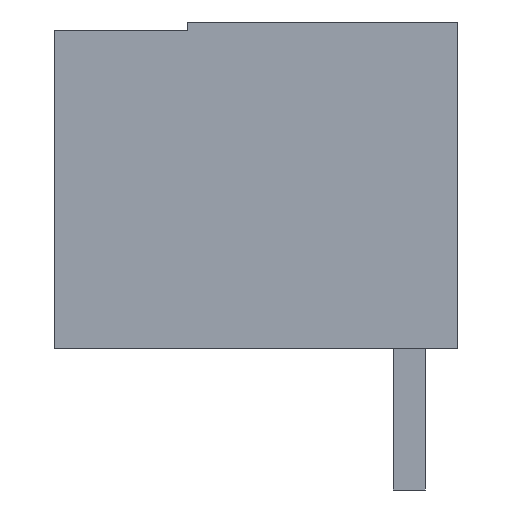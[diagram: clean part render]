
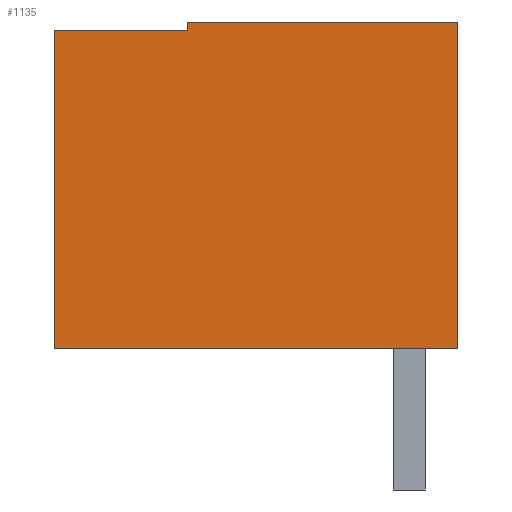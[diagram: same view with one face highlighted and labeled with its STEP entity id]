
A CAD part, left-side view. The second image highlights one B-rep face of the part: STEP entity #1135.
In plain terms, the highlighted planar face has unit normal (-1, 0, 0).
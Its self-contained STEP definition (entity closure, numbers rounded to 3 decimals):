
#138 = VERTEX_POINT ( 'NONE', #3956 ) ;
#420 = DIRECTION ( 'NONE',  ( 0., 1., 0. ) ) ;
#442 = CARTESIAN_POINT ( 'NONE',  ( -14.87, 8.8, 7.9 ) ) ;
#962 = CARTESIAN_POINT ( 'NONE',  ( -14.87, 5.5, 8.1 ) ) ;
#1036 = EDGE_LOOP ( 'NONE', ( #3073, #8385, #5899, #1473, #1840, #1957 ) ) ;
#1106 = DIRECTION ( 'NONE',  ( 0., 0., 1. ) ) ;
#1135 = ADVANCED_FACE ( 'NONE', ( #4599 ), #6108, .T. ) ;
#1397 = VERTEX_POINT ( 'NONE', #962 ) ;
#1473 = ORIENTED_EDGE ( 'NONE', *, *, #2607, .F. ) ;
#1801 = VECTOR ( 'NONE', #3658, 1000. ) ;
#1840 = ORIENTED_EDGE ( 'NONE', *, *, #5631, .F. ) ;
#1880 = DIRECTION ( 'NONE',  ( 0., -1., 0. ) ) ;
#1957 = ORIENTED_EDGE ( 'NONE', *, *, #3740, .F. ) ;
#2528 = VECTOR ( 'NONE', #3782, 1000. ) ;
#2607 = EDGE_CURVE ( 'NONE', #5538, #138, #6706, .T. ) ;
#2677 = CARTESIAN_POINT ( 'NONE',  ( -14.87, -1.2, 8.1 ) ) ;
#2695 = CARTESIAN_POINT ( 'NONE',  ( -14.87, -1.2, 0. ) ) ;
#3073 = ORIENTED_EDGE ( 'NONE', *, *, #3448, .F. ) ;
#3075 = EDGE_CURVE ( 'NONE', #138, #9278, #8222, .T. ) ;
#3448 = EDGE_CURVE ( 'NONE', #1397, #7941, #8661, .T. ) ;
#3658 = DIRECTION ( 'NONE',  ( 0., 0., -1. ) ) ;
#3740 = EDGE_CURVE ( 'NONE', #7941, #4308, #6538, .T. ) ;
#3773 = VECTOR ( 'NONE', #4938, 1000. ) ;
#3782 = DIRECTION ( 'NONE',  ( 0., 0., 1. ) ) ;
#3792 = VECTOR ( 'NONE', #6747, 1000. ) ;
#3956 = CARTESIAN_POINT ( 'NONE',  ( -14.87, 8.8, 7.9 ) ) ;
#4077 = CARTESIAN_POINT ( 'NONE',  ( -14.87, 0., 0. ) ) ;
#4308 = VERTEX_POINT ( 'NONE', #5246 ) ;
#4599 = FACE_OUTER_BOUND ( 'NONE', #1036, .T. ) ;
#4938 = DIRECTION ( 'NONE',  ( 0., -1., 0. ) ) ;
#5246 = CARTESIAN_POINT ( 'NONE',  ( -14.87, -1.2, 0. ) ) ;
#5327 = CARTESIAN_POINT ( 'NONE',  ( -14.87, 8.8, 7.9 ) ) ;
#5411 = CARTESIAN_POINT ( 'NONE',  ( -14.87, 8.8, 0. ) ) ;
#5538 = VERTEX_POINT ( 'NONE', #5411 ) ;
#5631 = EDGE_CURVE ( 'NONE', #4308, #5538, #6131, .T. ) ;
#5804 = VECTOR ( 'NONE', #420, 1000. ) ;
#5899 = ORIENTED_EDGE ( 'NONE', *, *, #3075, .F. ) ;
#6108 = PLANE ( 'NONE',  #8867 ) ;
#6131 = LINE ( 'NONE', #2695, #5804 ) ;
#6150 = EDGE_CURVE ( 'NONE', #9278, #1397, #8212, .T. ) ;
#6248 = CARTESIAN_POINT ( 'NONE',  ( -14.87, -1.2, 8.1 ) ) ;
#6538 = LINE ( 'NONE', #7420, #1801 ) ;
#6615 = CARTESIAN_POINT ( 'NONE',  ( -14.87, 5.5, 8.1 ) ) ;
#6706 = LINE ( 'NONE', #442, #8685 ) ;
#6747 = DIRECTION ( 'NONE',  ( 0., -1., 0. ) ) ;
#7420 = CARTESIAN_POINT ( 'NONE',  ( -14.87, -1.2, 8.1 ) ) ;
#7755 = DIRECTION ( 'NONE',  ( -1., 0., 0. ) ) ;
#7941 = VERTEX_POINT ( 'NONE', #6248 ) ;
#8212 = LINE ( 'NONE', #6615, #2528 ) ;
#8222 = LINE ( 'NONE', #5327, #3792 ) ;
#8385 = ORIENTED_EDGE ( 'NONE', *, *, #6150, .F. ) ;
#8541 = CARTESIAN_POINT ( 'NONE',  ( -14.87, 5.5, 7.9 ) ) ;
#8661 = LINE ( 'NONE', #2677, #3773 ) ;
#8685 = VECTOR ( 'NONE', #1106, 1000. ) ;
#8867 = AXIS2_PLACEMENT_3D ( 'NONE', #4077, #7755, #1880 ) ;
#9278 = VERTEX_POINT ( 'NONE', #8541 ) ;
